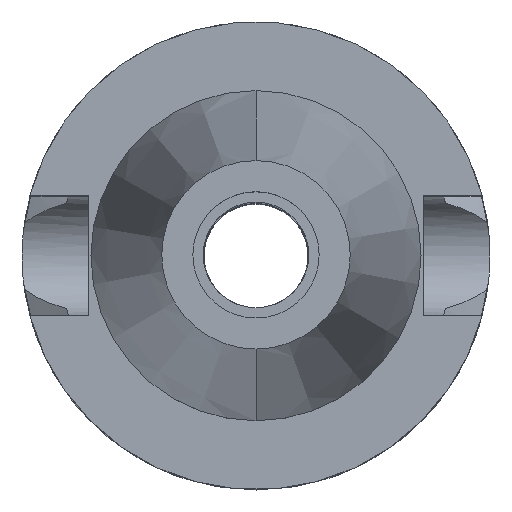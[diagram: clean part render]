
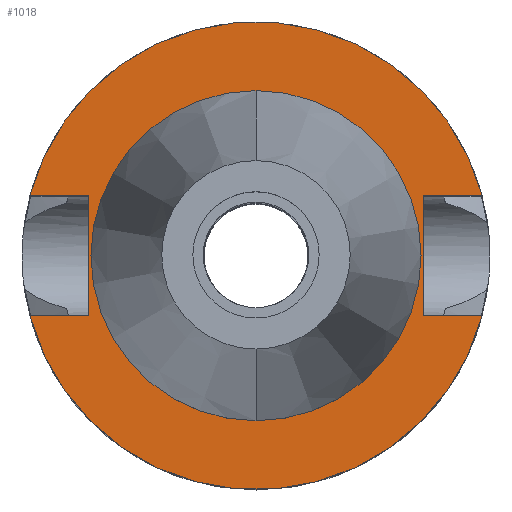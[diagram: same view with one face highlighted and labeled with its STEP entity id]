
A CAD part, top view. The second image highlights one B-rep face of the part: STEP entity #1018.
In plain terms, the highlighted planar face has unit normal (0, 0, 1).
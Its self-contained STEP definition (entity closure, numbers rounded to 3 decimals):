
#22 = DIRECTION ( 'NONE',  ( 0., -1., 0. ) ) ;
#35 = ORIENTED_EDGE ( 'NONE', *, *, #3537, .F. ) ;
#160 = ORIENTED_EDGE ( 'NONE', *, *, #1439, .F. ) ;
#233 = DIRECTION ( 'NONE',  ( 0., 1., 0. ) ) ;
#264 = CARTESIAN_POINT ( 'NONE',  ( -22.5, 8.05, -2. ) ) ;
#296 = VERTEX_POINT ( 'NONE', #3081 ) ;
#317 = CARTESIAN_POINT ( 'NONE',  ( 22.5, 8.05, -2. ) ) ;
#324 = DIRECTION ( 'NONE',  ( 0., 0., -1. ) ) ;
#325 = CARTESIAN_POINT ( 'NONE',  ( 0., 0., -2. ) ) ;
#343 = DIRECTION ( 'NONE',  ( 0., 0., 1. ) ) ;
#362 = FACE_BOUND ( 'NONE', #2357, .T. ) ;
#393 = DIRECTION ( 'NONE',  ( 0., 1., 0. ) ) ;
#481 = AXIS2_PLACEMENT_3D ( 'NONE', #3459, #324, #22 ) ;
#507 = DIRECTION ( 'NONE',  ( 0., 0., -1. ) ) ;
#602 = CARTESIAN_POINT ( 'NONE',  ( -30.454, 8.05, -2. ) ) ;
#625 = FACE_OUTER_BOUND ( 'NONE', #2995, .T. ) ;
#662 = CIRCLE ( 'NONE', #481, 31.5 ) ;
#666 = AXIS2_PLACEMENT_3D ( 'NONE', #2764, #507, #1905 ) ;
#673 = VERTEX_POINT ( 'NONE', #2315 ) ;
#804 = VERTEX_POINT ( 'NONE', #264 ) ;
#812 = CARTESIAN_POINT ( 'NONE',  ( 22.5, 8.05, -2. ) ) ;
#866 = DIRECTION ( 'NONE',  ( 1., 0., 0. ) ) ;
#886 = ORIENTED_EDGE ( 'NONE', *, *, #3046, .F. ) ;
#892 = AXIS2_PLACEMENT_3D ( 'NONE', #325, #343, #893 ) ;
#893 = DIRECTION ( 'NONE',  ( 0., -1., 0. ) ) ;
#957 = CARTESIAN_POINT ( 'NONE',  ( -22.5, -8.05, -2. ) ) ;
#992 = EDGE_CURVE ( 'NONE', #673, #296, #662, .T. ) ;
#1018 = ADVANCED_FACE ( 'NONE', ( #625, #362 ), #2823, .F. ) ;
#1045 = EDGE_CURVE ( 'NONE', #804, #2871, #1793, .T. ) ;
#1061 = ORIENTED_EDGE ( 'NONE', *, *, #1405, .F. ) ;
#1125 = AXIS2_PLACEMENT_3D ( 'NONE', #1158, #1744, #1469 ) ;
#1158 = CARTESIAN_POINT ( 'NONE',  ( 0., 0., -2. ) ) ;
#1329 = VERTEX_POINT ( 'NONE', #2430 ) ;
#1349 = ORIENTED_EDGE ( 'NONE', *, *, #992, .F. ) ;
#1405 = EDGE_CURVE ( 'NONE', #2871, #1708, #3291, .T. ) ;
#1424 = LINE ( 'NONE', #3364, #3054 ) ;
#1439 = EDGE_CURVE ( 'NONE', #1329, #2840, #3585, .T. ) ;
#1446 = CARTESIAN_POINT ( 'NONE',  ( 22.5, -8.05, -2. ) ) ;
#1458 = ORIENTED_EDGE ( 'NONE', *, *, #3324, .T. ) ;
#1469 = DIRECTION ( 'NONE',  ( 0., -1., 0. ) ) ;
#1598 = VECTOR ( 'NONE', #2309, 1000. ) ;
#1708 = VERTEX_POINT ( 'NONE', #2387 ) ;
#1725 = VECTOR ( 'NONE', #393, 1000. ) ;
#1734 = CARTESIAN_POINT ( 'NONE',  ( -22.5, -8.05, -2. ) ) ;
#1744 = DIRECTION ( 'NONE',  ( 0., 0., -1. ) ) ;
#1766 = EDGE_CURVE ( 'NONE', #1961, #673, #1866, .T. ) ;
#1793 = LINE ( 'NONE', #2041, #1598 ) ;
#1866 = LINE ( 'NONE', #2759, #2171 ) ;
#1905 = DIRECTION ( 'NONE',  ( 0., 1., 0. ) ) ;
#1938 = VECTOR ( 'NONE', #3548, 1000. ) ;
#1961 = VERTEX_POINT ( 'NONE', #1446 ) ;
#1966 = VERTEX_POINT ( 'NONE', #1734 ) ;
#2041 = CARTESIAN_POINT ( 'NONE',  ( -22.5, 8.05, -2. ) ) ;
#2171 = VECTOR ( 'NONE', #2444, 1000. ) ;
#2176 = ORIENTED_EDGE ( 'NONE', *, *, #3351, .T. ) ;
#2284 = CIRCLE ( 'NONE', #892, 22.225 ) ;
#2309 = DIRECTION ( 'NONE',  ( -1., 0., 0. ) ) ;
#2315 = CARTESIAN_POINT ( 'NONE',  ( 30.454, -8.05, -2. ) ) ;
#2357 = EDGE_LOOP ( 'NONE', ( #160, #3045 ) ) ;
#2387 = CARTESIAN_POINT ( 'NONE',  ( 30.454, 8.05, -2. ) ) ;
#2415 = EDGE_CURVE ( 'NONE', #2840, #1329, #2284, .T. ) ;
#2430 = CARTESIAN_POINT ( 'NONE',  ( 0., 22.225, -2. ) ) ;
#2444 = DIRECTION ( 'NONE',  ( 1., 0., 0. ) ) ;
#2483 = DIRECTION ( 'NONE',  ( -1., 0., 0. ) ) ;
#2522 = CARTESIAN_POINT ( 'NONE',  ( 22.5, 8.05, -2. ) ) ;
#2693 = AXIS2_PLACEMENT_3D ( 'NONE', #2742, #3564, #233 ) ;
#2742 = CARTESIAN_POINT ( 'NONE',  ( 0., 0., -2. ) ) ;
#2759 = CARTESIAN_POINT ( 'NONE',  ( 22.5, -8.05, -2. ) ) ;
#2764 = CARTESIAN_POINT ( 'NONE',  ( 0., 0., -2. ) ) ;
#2823 = PLANE ( 'NONE',  #1125 ) ;
#2840 = VERTEX_POINT ( 'NONE', #3382 ) ;
#2848 = ORIENTED_EDGE ( 'NONE', *, *, #1045, .F. ) ;
#2849 = LINE ( 'NONE', #957, #1725 ) ;
#2871 = VERTEX_POINT ( 'NONE', #602 ) ;
#2995 = EDGE_LOOP ( 'NONE', ( #1458, #1349, #3559, #886, #2176, #1061, #2848, #35 ) ) ;
#3045 = ORIENTED_EDGE ( 'NONE', *, *, #2415, .F. ) ;
#3046 = EDGE_CURVE ( 'NONE', #3307, #1961, #3597, .T. ) ;
#3054 = VECTOR ( 'NONE', #2483, 1000. ) ;
#3081 = CARTESIAN_POINT ( 'NONE',  ( -30.454, -8.05, -2. ) ) ;
#3291 = CIRCLE ( 'NONE', #666, 31.5 ) ;
#3307 = VERTEX_POINT ( 'NONE', #317 ) ;
#3324 = EDGE_CURVE ( 'NONE', #1966, #296, #1424, .T. ) ;
#3351 = EDGE_CURVE ( 'NONE', #3307, #1708, #3396, .T. ) ;
#3364 = CARTESIAN_POINT ( 'NONE',  ( -22.5, -8.05, -2. ) ) ;
#3382 = CARTESIAN_POINT ( 'NONE',  ( 0., -22.225, -2. ) ) ;
#3396 = LINE ( 'NONE', #2522, #3529 ) ;
#3459 = CARTESIAN_POINT ( 'NONE',  ( 0., 0., -2. ) ) ;
#3529 = VECTOR ( 'NONE', #866, 1000. ) ;
#3537 = EDGE_CURVE ( 'NONE', #1966, #804, #2849, .T. ) ;
#3548 = DIRECTION ( 'NONE',  ( 0., -1., 0. ) ) ;
#3559 = ORIENTED_EDGE ( 'NONE', *, *, #1766, .F. ) ;
#3564 = DIRECTION ( 'NONE',  ( 0., 0., 1. ) ) ;
#3585 = CIRCLE ( 'NONE', #2693, 22.225 ) ;
#3597 = LINE ( 'NONE', #812, #1938 ) ;
